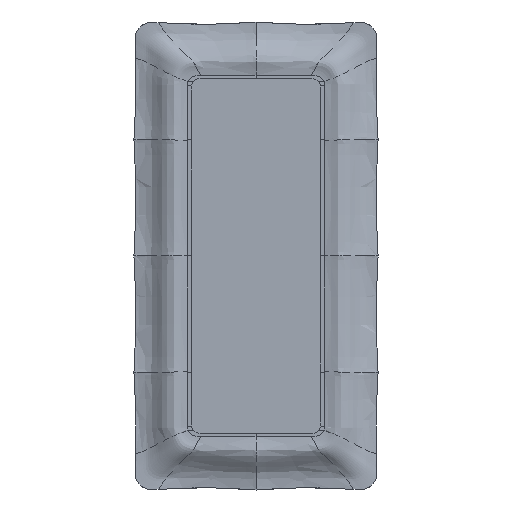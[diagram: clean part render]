
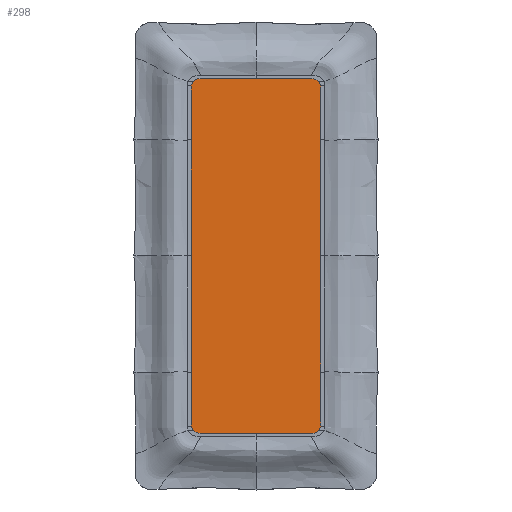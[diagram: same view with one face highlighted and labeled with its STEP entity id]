
A CAD part, top view. The second image highlights one B-rep face of the part: STEP entity #298.
In plain terms, the highlighted free-form (B-spline) face has degree [1, 1] with [2, 2] control points.
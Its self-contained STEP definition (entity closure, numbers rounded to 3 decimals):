
#42=(
BOUNDED_CURVE()
B_SPLINE_CURVE(2,(#226474,#226475,#226476,#226477,#226478,#226479,#226480,
#226481,#226482),.UNSPECIFIED.,.F.,.F.)
B_SPLINE_CURVE_WITH_KNOTS((3,2,2,2,3),(4145.92,4211.894,
5681.894,5747.867,6251.867),.UNSPECIFIED.)
CURVE()
GEOMETRIC_REPRESENTATION_ITEM()
RATIONAL_B_SPLINE_CURVE((1.,0.707,1.,1.,1.,0.707,
1.,1.,1.))
REPRESENTATION_ITEM($)
);
#44=(
BOUNDED_CURVE()
B_SPLINE_CURVE(2,(#226494,#226495,#226496,#226497,#226498,#226499,#226500,
#226501,#226502),.UNSPECIFIED.,.F.,.F.)
B_SPLINE_CURVE_WITH_KNOTS((3,2,2,2,3),(6251.867,6317.841,
7787.841,7853.814,8357.814),.UNSPECIFIED.)
CURVE()
GEOMETRIC_REPRESENTATION_ITEM()
RATIONAL_B_SPLINE_CURVE((1.,0.707,1.,1.,1.,0.707,
1.,1.,1.))
REPRESENTATION_ITEM($)
);
#175=B_SPLINE_SURFACE_WITH_KNOTS($,1,1,((#226525,#226526),(#226527,#226528)),
.UNSPECIFIED.,.F.,.F.,.F.,(2,2),(2,2),(0.,155.4),
(-54.6,4.201),.UNSPECIFIED.);
#298=ADVANCED_FACE($,(#452),#175,.T.);
#452=FACE_OUTER_BOUND($,#608,.T.);
#608=EDGE_LOOP($,(#1155,#1156));
#1155=ORIENTED_EDGE($,*,*,#1572,.F.);
#1156=ORIENTED_EDGE($,*,*,#1569,.F.);
#1569=EDGE_CURVE($,#1804,#1806,#42,.T.);
#1572=EDGE_CURVE($,#1806,#1804,#44,.T.);
#1804=VERTEX_POINT($,#226548);
#1806=VERTEX_POINT($,#226550);
#226474=CARTESIAN_POINT($,(136.471,1106.272,2149.012));
#226475=CARTESIAN_POINT($,(176.471,1106.272,2149.012));
#226476=CARTESIAN_POINT($,(176.471,1064.921,2149.012));
#226477=CARTESIAN_POINT($,(176.474,341.272,2149.012));
#226478=CARTESIAN_POINT($,(176.477,-382.377,2149.012));
#226479=CARTESIAN_POINT($,(176.477,-423.728,2149.012));
#226480=CARTESIAN_POINT($,(136.477,-423.728,2149.012));
#226481=CARTESIAN_POINT($,(-103.523,-423.729,2149.012));
#226482=CARTESIAN_POINT($,(-343.523,-423.73,2149.012));
#226494=CARTESIAN_POINT($,(-343.523,-423.73,2149.012));
#226495=CARTESIAN_POINT($,(-383.523,-423.73,2149.012));
#226496=CARTESIAN_POINT($,(-383.523,-382.379,2149.012));
#226497=CARTESIAN_POINT($,(-383.526,341.27,2149.012));
#226498=CARTESIAN_POINT($,(-383.529,1064.918,2149.012));
#226499=CARTESIAN_POINT($,(-383.529,1106.27,2149.012));
#226500=CARTESIAN_POINT($,(-343.529,1106.27,2149.012));
#226501=CARTESIAN_POINT($,(-103.529,1106.271,2149.012));
#226502=CARTESIAN_POINT($,(136.471,1106.272,2149.012));
#226525=CARTESIAN_POINT($,(-383.529,1106.272,2149.012));
#226526=CARTESIAN_POINT($,(176.477,1106.272,2149.012));
#226527=CARTESIAN_POINT($,(-383.529,-423.73,2149.012));
#226528=CARTESIAN_POINT($,(176.477,-423.73,2149.012));
#226548=CARTESIAN_POINT($,(136.471,1106.272,2149.012));
#226550=CARTESIAN_POINT($,(-343.523,-423.73,2149.012));
